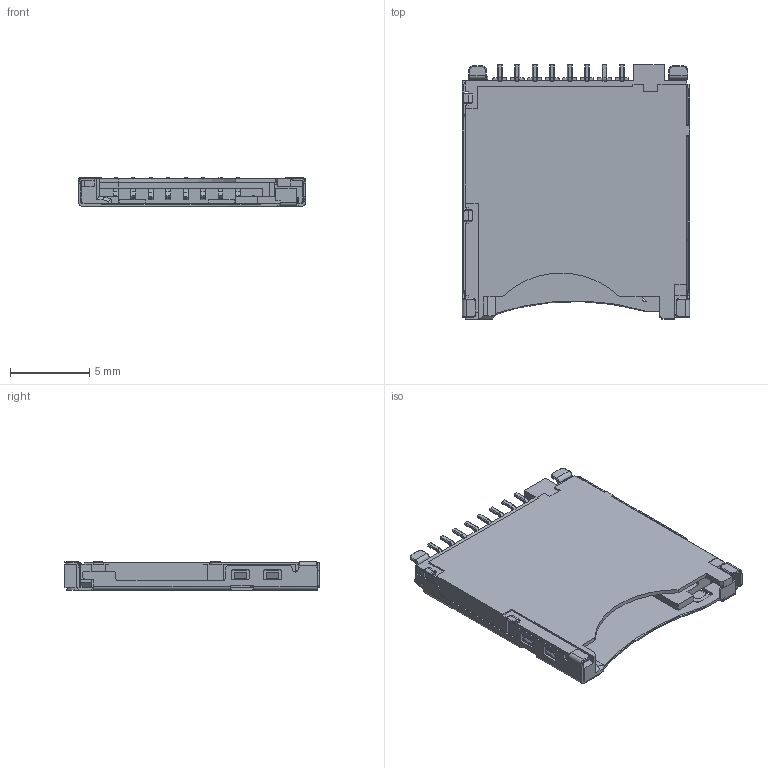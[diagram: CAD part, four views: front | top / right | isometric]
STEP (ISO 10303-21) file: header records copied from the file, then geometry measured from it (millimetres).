
FILE_DESCRIPTION(('STEP AP242'),'1');
FILE_NAME('502774-0891.stp','2021-01-27T03:04:43',('TraceParts'),('TraceParts S.A.'),'Spatial InterOp 3D',' ',' ');
FILE_SCHEMA(('AP242_MANAGED_MODEL_BASED_3D_ENGINEERING_MIM_LF {1 0 10303 442 1 1 4}'));
Length unit declared in the file: millimetre
Products named in the file (1): 502774-0891_1
Bounding box: 14.3 x 16 x 1.8 mm (x, y, z)
Volume: 163.7 mm3; surface area: 894.4 mm2
Topology: 1 solids, 2 shells, 889 faces, 2575 edges, 1746 vertices
Faces by surface type: plane 617, cylinder 225, cone 45, extrusion 2
Entity records: 29204 total; most frequent: CARTESIAN_POINT 5383, ORIENTED_EDGE 5038, DIRECTION 4823, EDGE_CURVE 2519, VECTOR 1997, LINE 1995, VERTEX_POINT 1634, AXIS2_PLACEMENT_3D 1413
